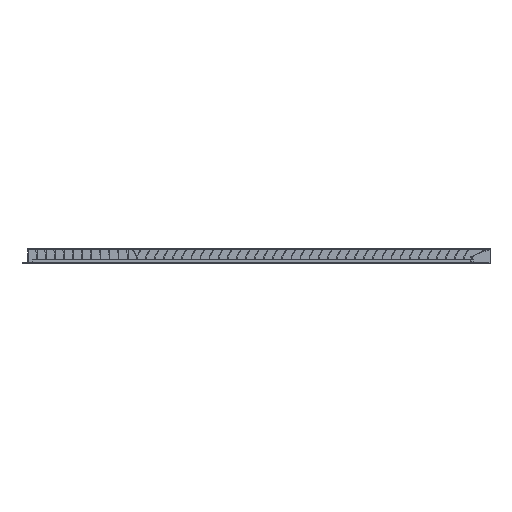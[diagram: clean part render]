
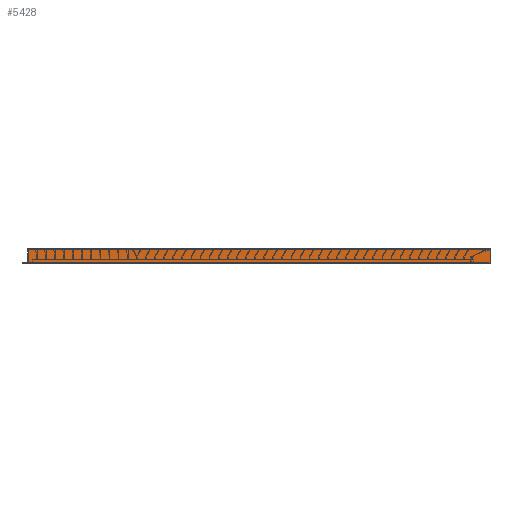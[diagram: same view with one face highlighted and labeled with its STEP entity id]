
A CAD part, left-side view. The second image highlights one B-rep face of the part: STEP entity #5428.
In plain terms, the highlighted planar face has unit normal (-1, 0, 0).
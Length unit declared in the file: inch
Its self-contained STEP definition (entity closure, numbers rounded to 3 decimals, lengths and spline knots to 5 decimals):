
#145 = FACE_OUTER_BOUND ( 'NONE', #9945, .T. ) ;
#718 = DIRECTION ( 'NONE',  ( 1., 0., 0. ) ) ;
#1644 = ORIENTED_EDGE ( 'NONE', *, *, #6845, .F. ) ;
#3089 = VECTOR ( 'NONE', #7401, 39.37008 ) ;
#3299 = LINE ( 'NONE', #4966, #9311 ) ;
#4418 = CARTESIAN_POINT ( 'NONE',  ( -13.5, 0.041, 0.05 ) ) ;
#4581 = ORIENTED_EDGE ( 'NONE', *, *, #6586, .T. ) ;
#4966 = CARTESIAN_POINT ( 'NONE',  ( -13.5, 0.041, 0.05 ) ) ;
#5428 = ADVANCED_FACE ( 'NONE', ( #145 ), #15127, .F. ) ;
#5894 = LINE ( 'NONE', #6703, #12327 ) ;
#6178 = CARTESIAN_POINT ( 'NONE',  ( -13.5, 0.541, 0.05 ) ) ;
#6344 = VERTEX_POINT ( 'NONE', #4418 ) ;
#6586 = EDGE_CURVE ( 'NONE', #14617, #6344, #3299, .T. ) ;
#6703 = CARTESIAN_POINT ( 'NONE',  ( -13.5, 0.541, 1.225 ) ) ;
#6840 = AXIS2_PLACEMENT_3D ( 'NONE', #12739, #718, #9165 ) ;
#6845 = EDGE_CURVE ( 'NONE', #14617, #11251, #5894, .T. ) ;
#7401 = DIRECTION ( 'NONE',  ( 0., -1., 0. ) ) ;
#8305 = DIRECTION ( 'NONE',  ( 0., 0., 1. ) ) ;
#9165 = DIRECTION ( 'NONE',  ( 0., 0., -1. ) ) ;
#9193 = EDGE_CURVE ( 'NONE', #6344, #9252, #9483, .T. ) ;
#9238 = ORIENTED_EDGE ( 'NONE', *, *, #9193, .T. ) ;
#9252 = VERTEX_POINT ( 'NONE', #13502 ) ;
#9311 = VECTOR ( 'NONE', #11044, 39.37008 ) ;
#9483 = LINE ( 'NONE', #6178, #3089 ) ;
#9705 = EDGE_CURVE ( 'NONE', #9252, #11251, #12307, .T. ) ;
#9945 = EDGE_LOOP ( 'NONE', ( #1644, #4581, #9238, #15255 ) ) ;
#10117 = CARTESIAN_POINT ( 'NONE',  ( -13.5, 0.041, 1.225 ) ) ;
#10143 = CARTESIAN_POINT ( 'NONE',  ( -13.5, -39.334, 1.225 ) ) ;
#10655 = CARTESIAN_POINT ( 'NONE',  ( -13.5, -39.334, 0.05 ) ) ;
#11044 = DIRECTION ( 'NONE',  ( 0., 0., -1. ) ) ;
#11251 = VERTEX_POINT ( 'NONE', #10143 ) ;
#11536 = VECTOR ( 'NONE', #8305, 39.37008 ) ;
#12307 = LINE ( 'NONE', #10655, #11536 ) ;
#12327 = VECTOR ( 'NONE', #13913, 39.37008 ) ;
#12739 = CARTESIAN_POINT ( 'NONE',  ( -13.5, 0.541, 0.05 ) ) ;
#13502 = CARTESIAN_POINT ( 'NONE',  ( -13.5, -39.334, 0.05 ) ) ;
#13913 = DIRECTION ( 'NONE',  ( 0., -1., 0. ) ) ;
#14617 = VERTEX_POINT ( 'NONE', #10117 ) ;
#15127 = PLANE ( 'NONE',  #6840 ) ;
#15255 = ORIENTED_EDGE ( 'NONE', *, *, #9705, .T. ) ;
